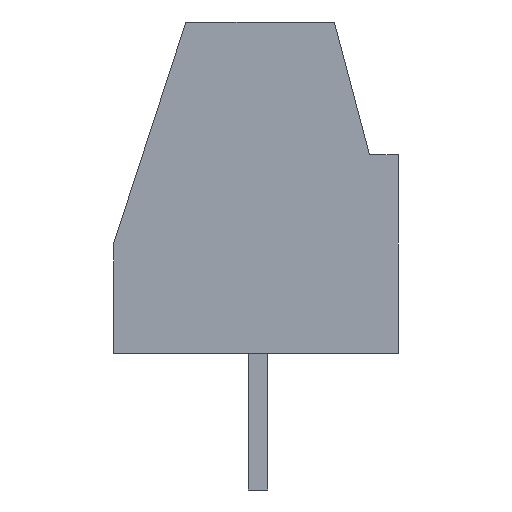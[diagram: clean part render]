
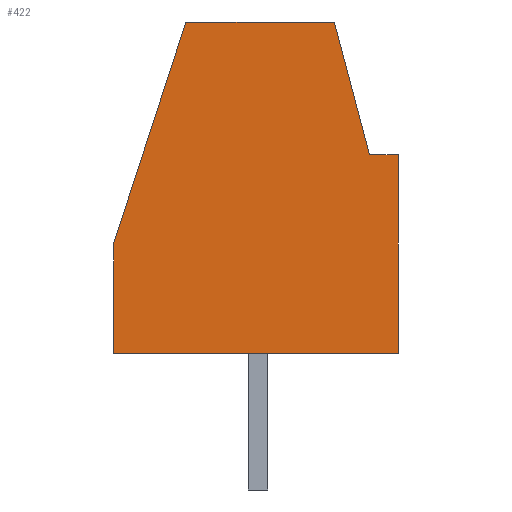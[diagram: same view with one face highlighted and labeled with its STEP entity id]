
A CAD part, left-side view. The second image highlights one B-rep face of the part: STEP entity #422.
In plain terms, the highlighted planar face has unit normal (-1, 0, 0).
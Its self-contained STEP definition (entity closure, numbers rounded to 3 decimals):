
#13=DIRECTION('',(0.,0.,1.));
#21=EDGE_CURVE('',#22,#24,#26,.T.);
#22=VERTEX_POINT('',#23);
#23=CARTESIAN_POINT('',(-1.905,-3.6,0.));
#24=VERTEX_POINT('',#25);
#25=CARTESIAN_POINT('',(-1.905,3.7,0.));
#26=LINE('',#23,#27);
#27=VECTOR('',#28,1.);
#28=DIRECTION('',(0.,1.,0.));
#35=DIRECTION('',(1.,0.,0.));
#250=VECTOR('',#251,1.);
#251=DIRECTION('',(0.,-1.,0.));
#422=ADVANCED_FACE('',(#423),#463,.F.);
#423=FACE_BOUND('',#424,.F.);
#424=EDGE_LOOP('',(#425,#432,#438,#439,#445,#452,#458));
#425=ORIENTED_EDGE('',*,*,#426,.T.);
#426=EDGE_CURVE('',#427,#429,#431,.T.);
#427=VERTEX_POINT('',#428);
#428=CARTESIAN_POINT('',(-1.905,-2.86,5.1));
#429=VERTEX_POINT('',#430);
#430=CARTESIAN_POINT('',(-1.905,-3.6,5.1));
#431=LINE('',#428,#250);
#432=ORIENTED_EDGE('',*,*,#433,.T.);
#433=EDGE_CURVE('',#429,#22,#434,.T.);
#434=LINE('',#435,#436);
#435=CARTESIAN_POINT('',(-1.905,-3.6,8.5));
#436=VECTOR('',#437,1.);
#437=DIRECTION('',(0.,0.,-1.));
#438=ORIENTED_EDGE('',*,*,#21,.T.);
#439=ORIENTED_EDGE('',*,*,#440,.T.);
#440=EDGE_CURVE('',#24,#441,#443,.T.);
#441=VERTEX_POINT('',#442);
#442=CARTESIAN_POINT('',(-1.905,3.7,2.81));
#443=LINE('',#25,#444);
#444=VECTOR('',#13,1.);
#445=ORIENTED_EDGE('',*,*,#446,.F.);
#446=EDGE_CURVE('',#447,#441,#449,.T.);
#447=VERTEX_POINT('',#448);
#448=CARTESIAN_POINT('',(-1.905,1.85,8.5));
#449=LINE('',#448,#450);
#450=VECTOR('',#451,1.);
#451=DIRECTION('',(0.,0.309,-0.951));
#452=ORIENTED_EDGE('',*,*,#453,.T.);
#453=EDGE_CURVE('',#447,#454,#456,.T.);
#454=VERTEX_POINT('',#455);
#455=CARTESIAN_POINT('',(-1.905,-1.96,8.5));
#456=LINE('',#457,#250);
#457=CARTESIAN_POINT('',(-1.905,3.7,8.5));
#458=ORIENTED_EDGE('',*,*,#459,.T.);
#459=EDGE_CURVE('',#454,#427,#460,.T.);
#460=LINE('',#455,#461);
#461=VECTOR('',#462,1.);
#462=DIRECTION('',(0.,-0.256,-0.967));
#463=PLANE('',#464);
#464=AXIS2_PLACEMENT_3D('',#465,#35,#466);
#465=CARTESIAN_POINT('',(-1.905,0.05,4.25));
#466=DIRECTION('',(-0.,0.,1.));
